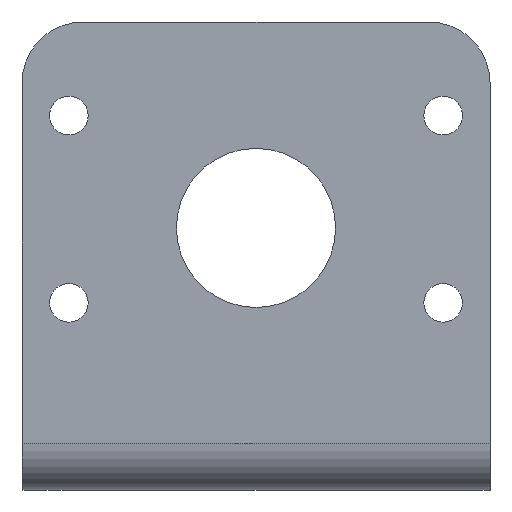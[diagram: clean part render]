
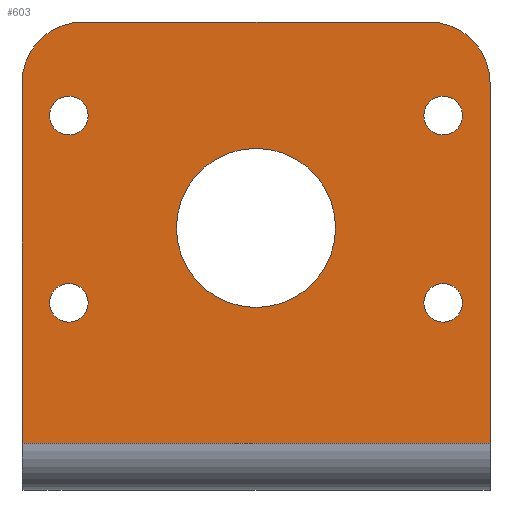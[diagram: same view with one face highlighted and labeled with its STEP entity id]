
A CAD part, front view. The second image highlights one B-rep face of the part: STEP entity #603.
In plain terms, the highlighted planar face has unit normal (0, -1, 0).
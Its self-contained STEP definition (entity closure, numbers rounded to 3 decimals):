
#28=PLANE('',#672);
#35=LINE('',#901,#79);
#53=LINE('',#959,#97);
#71=LINE('',#1007,#115);
#72=LINE('',#1015,#116);
#79=VECTOR('',#726,38.5);
#97=VECTOR('',#776,38.5);
#115=VECTOR('',#830,50.);
#116=VECTOR('',#845,37.);
#135=FACE_BOUND('',#223,.T.);
#136=FACE_BOUND('',#224,.T.);
#137=FACE_BOUND('',#225,.T.);
#138=FACE_BOUND('',#226,.T.);
#139=FACE_BOUND('',#227,.T.);
#173=FACE_OUTER_BOUND('',#222,.T.);
#222=EDGE_LOOP('',(#522,#523,#524,#525,#526,#527));
#223=EDGE_LOOP('',(#528));
#224=EDGE_LOOP('',(#529));
#225=EDGE_LOOP('',(#530));
#226=EDGE_LOOP('',(#531));
#227=EDGE_LOOP('',(#532));
#236=CIRCLE('',#611,2.067);
#238=CIRCLE('',#614,2.067);
#240=CIRCLE('',#617,2.067);
#242=CIRCLE('',#620,2.067);
#247=CIRCLE('',#628,6.5);
#258=CIRCLE('',#645,6.5);
#264=CIRCLE('',#663,8.5);
#270=VERTEX_POINT('',#860);
#272=VERTEX_POINT('',#865);
#274=VERTEX_POINT('',#870);
#276=VERTEX_POINT('',#875);
#281=VERTEX_POINT('',#888);
#282=VERTEX_POINT('',#889);
#286=VERTEX_POINT('',#899);
#308=VERTEX_POINT('',#952);
#309=VERTEX_POINT('',#953);
#310=VERTEX_POINT('',#958);
#322=VERTEX_POINT('',#1004);
#324=EDGE_CURVE('',#270,#270,#236,.T.);
#326=EDGE_CURVE('',#272,#272,#238,.T.);
#328=EDGE_CURVE('',#274,#274,#240,.T.);
#330=EDGE_CURVE('',#276,#276,#242,.T.);
#335=EDGE_CURVE('',#281,#282,#247,.T.);
#341=EDGE_CURVE('',#286,#281,#35,.T.);
#366=EDGE_CURVE('',#308,#309,#258,.T.);
#369=EDGE_CURVE('',#309,#310,#53,.T.);
#392=EDGE_CURVE('',#322,#322,#264,.T.);
#393=EDGE_CURVE('',#286,#310,#71,.T.);
#398=EDGE_CURVE('',#282,#308,#72,.T.);
#522=ORIENTED_EDGE('',*,*,#335,.F.);
#523=ORIENTED_EDGE('',*,*,#341,.F.);
#524=ORIENTED_EDGE('',*,*,#393,.T.);
#525=ORIENTED_EDGE('',*,*,#369,.F.);
#526=ORIENTED_EDGE('',*,*,#366,.F.);
#527=ORIENTED_EDGE('',*,*,#398,.F.);
#528=ORIENTED_EDGE('',*,*,#324,.T.);
#529=ORIENTED_EDGE('',*,*,#326,.T.);
#530=ORIENTED_EDGE('',*,*,#328,.T.);
#531=ORIENTED_EDGE('',*,*,#330,.T.);
#532=ORIENTED_EDGE('',*,*,#392,.T.);
#603=ADVANCED_FACE('',(#173,#135,#136,#137,#138,#139),#28,.F.);
#611=AXIS2_PLACEMENT_3D('',#861,#682,#683);
#614=AXIS2_PLACEMENT_3D('',#866,#688,#689);
#617=AXIS2_PLACEMENT_3D('',#871,#694,#695);
#620=AXIS2_PLACEMENT_3D('',#876,#700,#701);
#628=AXIS2_PLACEMENT_3D('',#890,#716,#717);
#645=AXIS2_PLACEMENT_3D('',#954,#770,#771);
#663=AXIS2_PLACEMENT_3D('',#1005,#826,#827);
#672=AXIS2_PLACEMENT_3D('',#1016,#846,#847);
#682=DIRECTION('center_axis',(0.,1.,0.));
#683=DIRECTION('ref_axis',(1.,0.,0.));
#688=DIRECTION('center_axis',(0.,1.,0.));
#689=DIRECTION('ref_axis',(1.,0.,0.));
#694=DIRECTION('center_axis',(0.,1.,0.));
#695=DIRECTION('ref_axis',(1.,0.,0.));
#700=DIRECTION('center_axis',(0.,1.,0.));
#701=DIRECTION('ref_axis',(1.,0.,0.));
#716=DIRECTION('center_axis',(0.,1.,0.));
#717=DIRECTION('ref_axis',(-0.707,0.,0.707));
#726=DIRECTION('',(0.,0.,1.));
#770=DIRECTION('center_axis',(0.,1.,0.));
#771=DIRECTION('ref_axis',(0.707,0.,0.707));
#776=DIRECTION('',(0.,0.,-1.));
#826=DIRECTION('center_axis',(0.,1.,0.));
#827=DIRECTION('ref_axis',(1.,0.,0.));
#830=DIRECTION('',(1.,0.,0.));
#845=DIRECTION('',(1.,0.,0.));
#846=DIRECTION('center_axis',(0.,1.,0.));
#847=DIRECTION('ref_axis',(1.,0.,0.));
#860=CARTESIAN_POINT('',(22.067,-100.,20.));
#861=CARTESIAN_POINT('Origin',(20.,-100.,20.));
#865=CARTESIAN_POINT('',(-17.933,-100.,40.));
#866=CARTESIAN_POINT('Origin',(-20.,-100.,40.));
#870=CARTESIAN_POINT('',(22.067,-100.,40.));
#871=CARTESIAN_POINT('Origin',(20.,-100.,40.));
#875=CARTESIAN_POINT('',(-17.933,-100.,20.));
#876=CARTESIAN_POINT('Origin',(-20.,-100.,20.));
#888=CARTESIAN_POINT('',(-25.,-100.,43.5));
#889=CARTESIAN_POINT('',(-18.5,-100.,50.));
#890=CARTESIAN_POINT('Origin',(-18.5,-100.,43.5));
#899=CARTESIAN_POINT('',(-25.,-100.,5.));
#901=CARTESIAN_POINT('',(-25.,-100.,5.));
#952=CARTESIAN_POINT('',(18.5,-100.,50.));
#953=CARTESIAN_POINT('',(25.,-100.,43.5));
#954=CARTESIAN_POINT('Origin',(18.5,-100.,43.5));
#958=CARTESIAN_POINT('',(25.,-100.,5.));
#959=CARTESIAN_POINT('',(25.,-100.,-3.671));
#1004=CARTESIAN_POINT('',(-8.5,-100.,28.));
#1005=CARTESIAN_POINT('Origin',(0.,-100.,28.));
#1007=CARTESIAN_POINT('',(0.,-100.,5.));
#1015=CARTESIAN_POINT('',(-25.,-100.,50.));
#1016=CARTESIAN_POINT('Origin',(0.,-100.,25.332));
